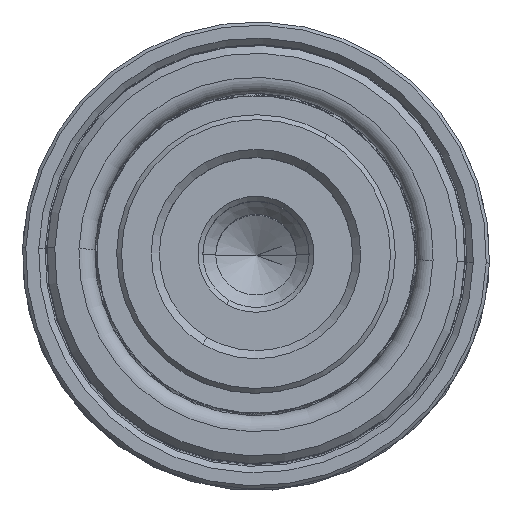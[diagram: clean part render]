
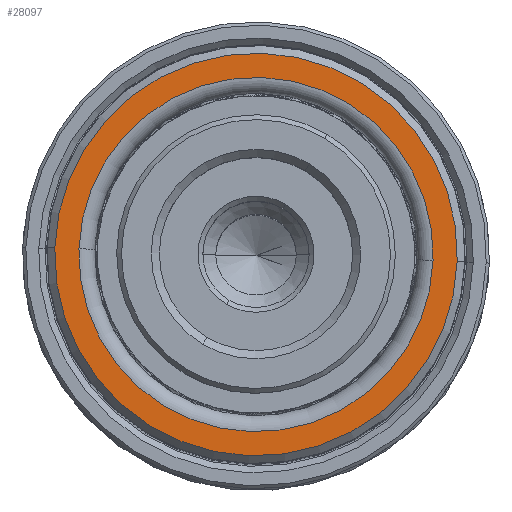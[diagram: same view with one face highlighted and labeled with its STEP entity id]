
A CAD part, top view. The second image highlights one B-rep face of the part: STEP entity #28097.
In plain terms, the highlighted planar face has unit normal (0, 0, 1).
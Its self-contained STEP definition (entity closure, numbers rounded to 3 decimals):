
#302 = ORIENTED_EDGE ( 'NONE', *, *, #24271, .T. ) ;
#1130 = CARTESIAN_POINT ( 'NONE',  ( 0., 0., 35. ) ) ;
#1540 = ORIENTED_EDGE ( 'NONE', *, *, #26717, .T. ) ;
#1853 = DIRECTION ( 'NONE',  ( 1., 0., 0. ) ) ;
#2102 = CIRCLE ( 'NONE', #24247, 11. ) ;
#3530 = FACE_OUTER_BOUND ( 'NONE', #9191, .T. ) ;
#3702 = DIRECTION ( 'NONE',  ( 1., 0., 0. ) ) ;
#4320 = FACE_BOUND ( 'NONE', #15542, .T. ) ;
#4629 = EDGE_CURVE ( 'NONE', #31858, #17361, #2102, .T. ) ;
#4884 = VERTEX_POINT ( 'NONE', #28819 ) ;
#7426 = DIRECTION ( 'NONE',  ( 0., 0., -1. ) ) ;
#9191 = EDGE_LOOP ( 'NONE', ( #302, #1540 ) ) ;
#11868 = CARTESIAN_POINT ( 'NONE',  ( 0., 0., 35. ) ) ;
#12836 = CARTESIAN_POINT ( 'NONE',  ( 0., 0., 35. ) ) ;
#12970 = CARTESIAN_POINT ( 'NONE',  ( -11., 0., 35. ) ) ;
#13036 = ORIENTED_EDGE ( 'NONE', *, *, #4629, .T. ) ;
#14525 = PLANE ( 'NONE',  #25246 ) ;
#15091 = CARTESIAN_POINT ( 'NONE',  ( 0., 0., 35. ) ) ;
#15356 = DIRECTION ( 'NONE',  ( 1., 0., 0. ) ) ;
#15542 = EDGE_LOOP ( 'NONE', ( #23313, #13036 ) ) ;
#15676 = AXIS2_PLACEMENT_3D ( 'NONE', #1130, #18923, #3702 ) ;
#17081 = DIRECTION ( 'NONE',  ( 0., 0., 1. ) ) ;
#17292 = CARTESIAN_POINT ( 'NONE',  ( 12.5, 0., 35. ) ) ;
#17361 = VERTEX_POINT ( 'NONE', #17696 ) ;
#17666 = DIRECTION ( 'NONE',  ( 1., 0., 0. ) ) ;
#17696 = CARTESIAN_POINT ( 'NONE',  ( 11., 0., 35. ) ) ;
#18923 = DIRECTION ( 'NONE',  ( 0., 0., -1. ) ) ;
#19806 = CIRCLE ( 'NONE', #21996, 12.5 ) ;
#21996 = AXIS2_PLACEMENT_3D ( 'NONE', #15091, #24953, #17666 ) ;
#22644 = CARTESIAN_POINT ( 'NONE',  ( 0., 0., 35. ) ) ;
#23313 = ORIENTED_EDGE ( 'NONE', *, *, #32307, .T. ) ;
#24247 = AXIS2_PLACEMENT_3D ( 'NONE', #22644, #7426, #25235 ) ;
#24271 = EDGE_CURVE ( 'NONE', #4884, #25115, #31097, .T. ) ;
#24953 = DIRECTION ( 'NONE',  ( 0., 0., 1. ) ) ;
#25115 = VERTEX_POINT ( 'NONE', #17292 ) ;
#25207 = AXIS2_PLACEMENT_3D ( 'NONE', #12836, #30679, #15356 ) ;
#25235 = DIRECTION ( 'NONE',  ( 1., 0., 0. ) ) ;
#25246 = AXIS2_PLACEMENT_3D ( 'NONE', #11868, #17081, #1853 ) ;
#26717 = EDGE_CURVE ( 'NONE', #25115, #4884, #19806, .T. ) ;
#27692 = CIRCLE ( 'NONE', #15676, 11. ) ;
#28097 = ADVANCED_FACE ( 'NONE', ( #4320, #3530 ), #14525, .T. ) ;
#28819 = CARTESIAN_POINT ( 'NONE',  ( -12.5, 0., 35. ) ) ;
#30679 = DIRECTION ( 'NONE',  ( 0., 0., 1. ) ) ;
#31097 = CIRCLE ( 'NONE', #25207, 12.5 ) ;
#31858 = VERTEX_POINT ( 'NONE', #12970 ) ;
#32307 = EDGE_CURVE ( 'NONE', #17361, #31858, #27692, .T. ) ;
